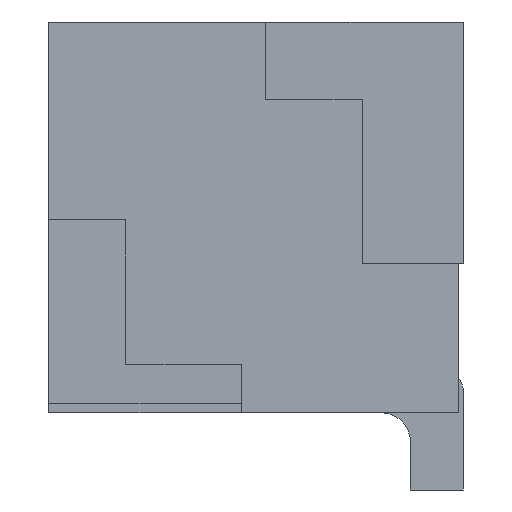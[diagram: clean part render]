
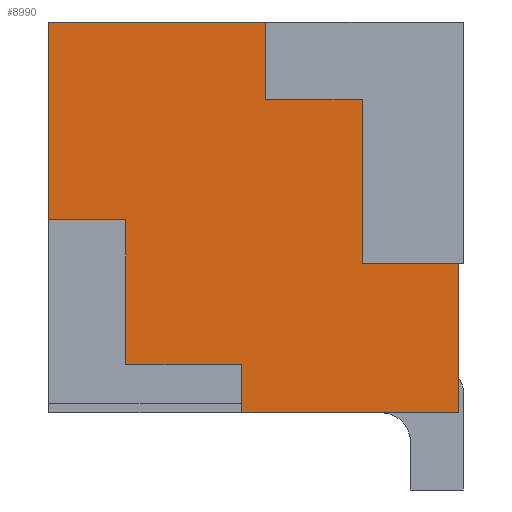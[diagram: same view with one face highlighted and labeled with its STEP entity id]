
A CAD part, left-side view. The second image highlights one B-rep face of the part: STEP entity #8990.
In plain terms, the highlighted planar face has unit normal (-1, 0, 0).
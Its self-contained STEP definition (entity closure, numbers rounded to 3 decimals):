
#8617=CARTESIAN_POINT('',(-7.875,0.0,-2.025));
#8618=VERTEX_POINT('',#8617);
#8625=CARTESIAN_POINT('',(-7.875,2.25,-2.025));
#8626=VERTEX_POINT('',#8625);
#8627=CARTESIAN_POINT('',(-7.875,4.25,-2.025));
#8628=DIRECTION('',(0.0,-1.0,0.0));
#8629=VECTOR('',#8628,1.0);
#8630=LINE('',#8627,#8629);
#8631=EDGE_CURVE('n� 981',#8626,#8618,#8630,.T.);
#8867=CARTESIAN_POINT('',(-7.875,4.25,-0.025));
#8868=VERTEX_POINT('',#8867);
#8875=CARTESIAN_POINT('',(-7.875,4.25,2.025));
#8876=VERTEX_POINT('',#8875);
#8877=CARTESIAN_POINT('',(-7.875,4.25,2.025));
#8878=DIRECTION('',(0.0,0.0,1.0));
#8879=VECTOR('',#8878,1.0);
#8880=LINE('',#8877,#8879);
#8881=EDGE_CURVE('n� 978',#8868,#8876,#8880,.T.);
#8905=CARTESIAN_POINT('',(-7.875,1.0,1.225));
#8906=VERTEX_POINT('',#8905);
#8907=CARTESIAN_POINT('',(-7.875,2.0,1.225));
#8908=VERTEX_POINT('',#8907);
#8909=CARTESIAN_POINT('',(-7.875,2.0,1.225));
#8910=DIRECTION('',(0.0,1.0,0.0));
#8911=VECTOR('',#8910,1.0);
#8912=LINE('',#8909,#8911);
#8913=EDGE_CURVE('n� 2179',#8906,#8908,#8912,.T.);
#8914=ORIENTED_EDGE('',*,*,#8913,.T.);
#8915=CARTESIAN_POINT('',(-7.875,2.0,2.025));
#8916=VERTEX_POINT('',#8915);
#8917=CARTESIAN_POINT('',(-7.875,2.0,2.025));
#8918=DIRECTION('',(0.0,0.0,1.0));
#8919=VECTOR('',#8918,1.0);
#8920=LINE('',#8917,#8919);
#8921=EDGE_CURVE('n� 2176',#8908,#8916,#8920,.T.);
#8922=ORIENTED_EDGE('',*,*,#8921,.T.);
#8923=CARTESIAN_POINT('',(-7.875,4.25,2.025));
#8924=DIRECTION('',(-0.0,-1.0,0.0));
#8925=VECTOR('',#8924,1.0);
#8926=LINE('',#8923,#8925);
#8927=EDGE_CURVE('n� 75',#8876,#8916,#8926,.T.);
#8928=ORIENTED_EDGE('',*,*,#8927,.F.);
#8929=ORIENTED_EDGE('',*,*,#8881,.F.);
#8930=CARTESIAN_POINT('',(-7.875,3.45,-0.025));
#8931=VERTEX_POINT('',#8930);
#8932=CARTESIAN_POINT('',(-7.875,3.45,-0.025));
#8933=DIRECTION('',(0.0,1.0,0.0));
#8934=VECTOR('',#8933,1.0);
#8935=LINE('',#8932,#8934);
#8936=EDGE_CURVE('n� 1046',#8931,#8868,#8935,.T.);
#8937=ORIENTED_EDGE('',*,*,#8936,.F.);
#8938=CARTESIAN_POINT('',(-7.875,3.45,-1.525));
#8939=VERTEX_POINT('',#8938);
#8940=CARTESIAN_POINT('',(-7.875,3.45,-1.525));
#8941=DIRECTION('',(0.0,0.0,1.0));
#8942=VECTOR('',#8941,1.0);
#8943=LINE('',#8940,#8942);
#8944=EDGE_CURVE('n� 1061',#8939,#8931,#8943,.T.);
#8945=ORIENTED_EDGE('',*,*,#8944,.F.);
#8946=CARTESIAN_POINT('',(-7.875,2.25,-1.525));
#8947=VERTEX_POINT('',#8946);
#8948=CARTESIAN_POINT('',(-7.875,2.25,-1.525));
#8949=DIRECTION('',(0.0,1.0,0.0));
#8950=VECTOR('',#8949,1.0);
#8951=LINE('',#8948,#8950);
#8952=EDGE_CURVE('n� 1058',#8947,#8939,#8951,.T.);
#8953=ORIENTED_EDGE('',*,*,#8952,.F.);
#8954=CARTESIAN_POINT('',(-7.875,2.25,-2.025));
#8955=DIRECTION('',(0.0,0.0,1.0));
#8956=VECTOR('',#8955,1.0);
#8957=LINE('',#8954,#8956);
#8958=EDGE_CURVE('n� 1055',#8626,#8947,#8957,.T.);
#8959=ORIENTED_EDGE('',*,*,#8958,.F.);
#8960=ORIENTED_EDGE('',*,*,#8631,.T.);
#8961=CARTESIAN_POINT('',(-7.875,0.0,-0.475));
#8962=VERTEX_POINT('',#8961);
#8963=CARTESIAN_POINT('',(-7.875,0.0,2.025));
#8964=DIRECTION('',(-0.0,0.0,1.0));
#8965=VECTOR('',#8964,1.0);
#8966=LINE('',#8963,#8965);
#8967=EDGE_CURVE('n� 49',#8618,#8962,#8966,.T.);
#8968=ORIENTED_EDGE('',*,*,#8967,.T.);
#8969=CARTESIAN_POINT('',(-7.875,1.0,-0.475));
#8970=VERTEX_POINT('',#8969);
#8971=CARTESIAN_POINT('',(-7.875,1.0,-0.475));
#8972=DIRECTION('',(0.0,1.0,0.0));
#8973=VECTOR('',#8972,1.0);
#8974=LINE('',#8971,#8973);
#8975=EDGE_CURVE('n� 2185',#8962,#8970,#8974,.T.);
#8976=ORIENTED_EDGE('',*,*,#8975,.T.);
#8977=CARTESIAN_POINT('',(-7.875,1.0,1.225));
#8978=DIRECTION('',(0.0,0.0,1.0));
#8979=VECTOR('',#8978,1.0);
#8980=LINE('',#8977,#8979);
#8981=EDGE_CURVE('n� 2182',#8970,#8906,#8980,.T.);
#8982=ORIENTED_EDGE('',*,*,#8981,.T.);
#8983=EDGE_LOOP('',(
    #8914,#8922,#8928,#8929,#8937,#8945,#8953,#8959,#8960,#8968,
    #8976,#8982));
#8984=FACE_OUTER_BOUND('',#8983,.T.);
#8985=CARTESIAN_POINT('',(-7.875,4.25,2.025));
#8986=DIRECTION('',(1.0,-0.0,0.0));
#8987=DIRECTION('',(0.0,0.0,-1.0));
#8988=AXIS2_PLACEMENT_3D('',#8985,#8986,#8987);
#8989=PLANE('',#8988);
#8990=ADVANCED_FACE('n� 81',(#8984),#8989,.F.);
